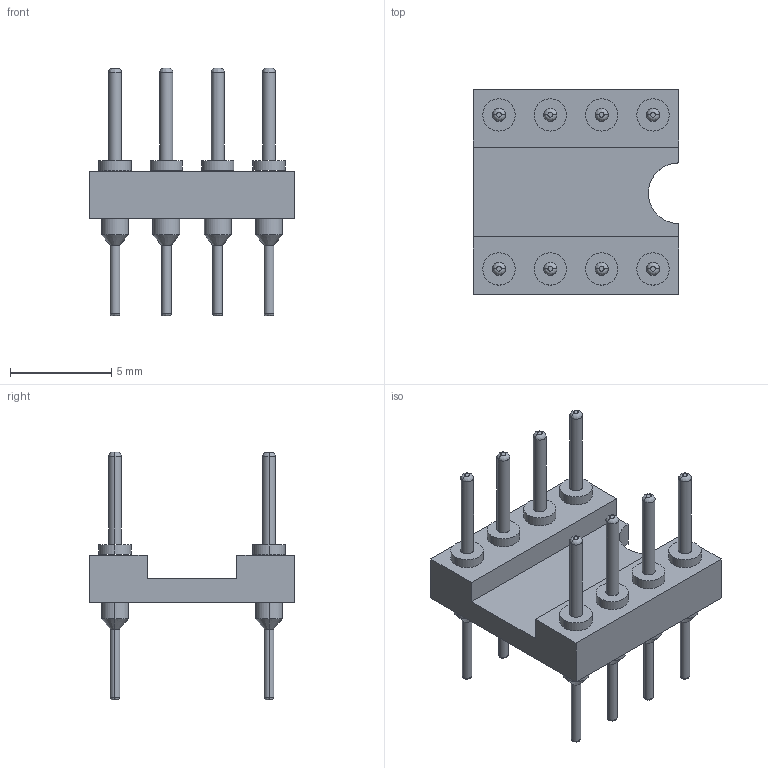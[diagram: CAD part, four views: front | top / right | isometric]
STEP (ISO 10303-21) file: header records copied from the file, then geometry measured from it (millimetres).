
FILE_DESCRIPTION (( 'STEP AP214' ), '1' );
FILE_NAME ('User Library-DIP8_Interconn_300mils.STEP', '2014-11-05T18:12:12', ( 'Windows User' ), ( '' ), 'SwSTEP 2.0', 'SolidWorks 2014', '' );
FILE_SCHEMA (( 'AUTOMOTIVE_DESIGN' ));
Length unit declared in the file: millimetre
Products named in the file (10): User Library-DIP8_Interconn_300mils_pin006; User Library-DIP8_Interconn_300mils_pin007; User Library-DIP8_Interconn_300mils_Cut001; User Library-DIP8_Interconn_300mils_pin008; User Library-DIP8_Interconn_300mils_pin1; User Library-DIP8_Interconn_300mils; User Library-DIP8_Interconn_300mils_pin002; User Library-DIP8_Interconn_300mils_pin003; User Library-DIP8_Interconn_300mils_pin004; User Library-DIP8_Interconn_300mils_pin005
Assembly tree (9 placements, depth 2):
  User Library-DIP8_Interconn_300mils
    User Library-DIP8_Interconn_300mils_pin1
    User Library-DIP8_Interconn_300mils_pin008
    User Library-DIP8_Interconn_300mils_Cut001
    User Library-DIP8_Interconn_300mils_pin007
    User Library-DIP8_Interconn_300mils_pin006
    User Library-DIP8_Interconn_300mils_pin005
    User Library-DIP8_Interconn_300mils_pin004
    User Library-DIP8_Interconn_300mils_pin003
    User Library-DIP8_Interconn_300mils_pin002
Bounding box: 10.16 x 10.16 x 12.25 mm (x, y, z)
Volume: 248.9 mm3; surface area: 612.6 mm2
Topology: 24 solids, 24 shells, 171 faces, 302 edges, 180 vertices
Faces by surface type: cylinder 65, plane 58, bspline 32, cone 16
Entity records: 7132 total; most frequent: CARTESIAN_POINT 1529, DIRECTION 702, ORIENTED_EDGE 604, EDGE_CURVE 302, AXIS2_PLACEMENT_3D 297, UNCERTAINTY_MEASURE_WITH_UNIT 214, SURFACE_STYLE_USAGE 204, STYLED_ITEM 204
